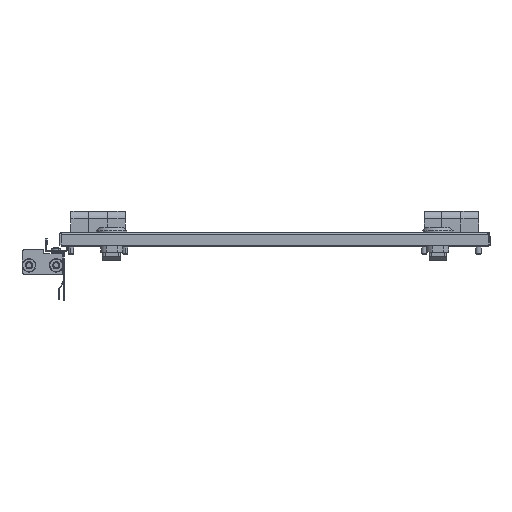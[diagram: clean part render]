
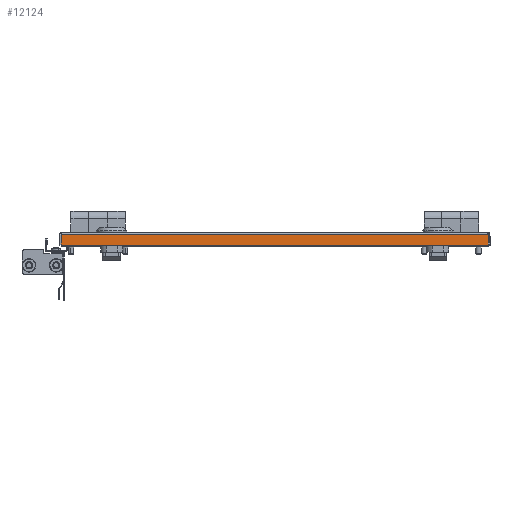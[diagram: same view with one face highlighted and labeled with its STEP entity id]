
A CAD part, left-side view. The second image highlights one B-rep face of the part: STEP entity #12124.
In plain terms, the highlighted planar face has unit normal (-1, 0, 0).
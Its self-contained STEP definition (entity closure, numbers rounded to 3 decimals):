
#83 = CARTESIAN_POINT ( 'NONE',  ( -289.25, -196.531, -1.4 ) ) ;
#730 = CARTESIAN_POINT ( 'NONE',  ( -289.25, -0.002, 0. ) ) ;
#2270 = CARTESIAN_POINT ( 'NONE',  ( -289.25, 196.528, -2.4 ) ) ;
#4972 = CARTESIAN_POINT ( 'NONE',  ( -289.25, -0.002, -12. ) ) ;
#5414 = VERTEX_POINT ( 'NONE', #46213 ) ;
#5719 = DIRECTION ( 'NONE',  ( 1., 0., 0. ) ) ;
#7541 = CARTESIAN_POINT ( 'NONE',  ( -289.25, -196.531, -12. ) ) ;
#8224 = DIRECTION ( 'NONE',  ( 0., -1., 0. ) ) ;
#9951 = DIRECTION ( 'NONE',  ( 0., -1., 0. ) ) ;
#10790 = VERTEX_POINT ( 'NONE', #2270 ) ;
#11338 = LINE ( 'NONE', #4972, #19903 ) ;
#12124 = ADVANCED_FACE ( 'NONE', ( #21462 ), #26529, .F. ) ;
#13064 = EDGE_LOOP ( 'NONE', ( #25511, #26431, #41660, #34872 ) ) ;
#13261 = DIRECTION ( 'NONE',  ( 0., 0., -1. ) ) ;
#13667 = CARTESIAN_POINT ( 'NONE',  ( -289.25, 196.528, -12. ) ) ;
#14502 = LINE ( 'NONE', #83, #18484 ) ;
#18484 = VECTOR ( 'NONE', #29796, 1000. ) ;
#18835 = VERTEX_POINT ( 'NONE', #7541 ) ;
#19903 = VECTOR ( 'NONE', #9951, 1000. ) ;
#21462 = FACE_OUTER_BOUND ( 'NONE', #13064, .T. ) ;
#25511 = ORIENTED_EDGE ( 'NONE', *, *, #37721, .F. ) ;
#26431 = ORIENTED_EDGE ( 'NONE', *, *, #40906, .F. ) ;
#26529 = PLANE ( 'NONE',  #38990 ) ;
#29796 = DIRECTION ( 'NONE',  ( 0., 0., -1. ) ) ;
#30303 = DIRECTION ( 'NONE',  ( 0., 0., -1. ) ) ;
#34212 = CARTESIAN_POINT ( 'NONE',  ( -289.25, -198.002, -2.4 ) ) ;
#34872 = ORIENTED_EDGE ( 'NONE', *, *, #37158, .T. ) ;
#36278 = VECTOR ( 'NONE', #30303, 1000. ) ;
#36318 = LINE ( 'NONE', #34212, #36957 ) ;
#36957 = VECTOR ( 'NONE', #8224, 1000. ) ;
#37158 = EDGE_CURVE ( 'NONE', #50747, #18835, #11338, .T. ) ;
#37721 = EDGE_CURVE ( 'NONE', #5414, #18835, #14502, .T. ) ;
#38990 = AXIS2_PLACEMENT_3D ( 'NONE', #730, #5719, #13261 ) ;
#40906 = EDGE_CURVE ( 'NONE', #10790, #5414, #36318, .T. ) ;
#41660 = ORIENTED_EDGE ( 'NONE', *, *, #46312, .T. ) ;
#42952 = LINE ( 'NONE', #46944, #36278 ) ;
#46213 = CARTESIAN_POINT ( 'NONE',  ( -289.25, -196.531, -2.4 ) ) ;
#46312 = EDGE_CURVE ( 'NONE', #10790, #50747, #42952, .T. ) ;
#46944 = CARTESIAN_POINT ( 'NONE',  ( -289.25, 196.528, 0. ) ) ;
#50747 = VERTEX_POINT ( 'NONE', #13667 ) ;
